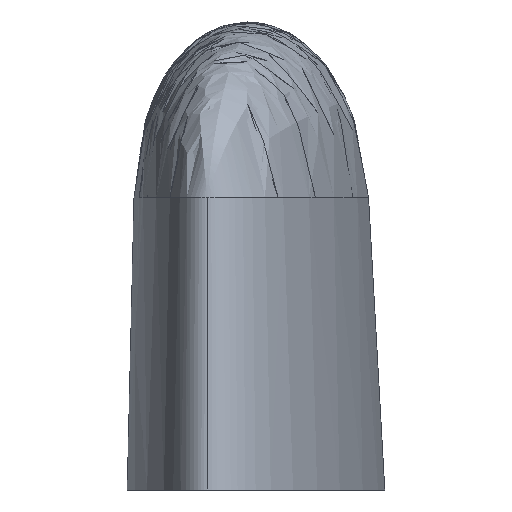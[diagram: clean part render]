
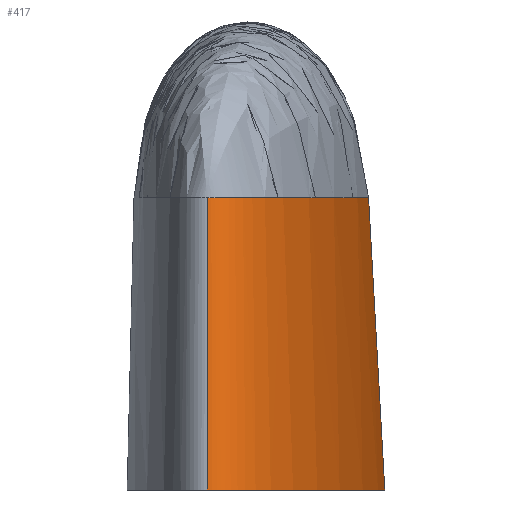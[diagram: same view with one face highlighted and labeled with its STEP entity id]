
A CAD part, left-side view. The second image highlights one B-rep face of the part: STEP entity #417.
In plain terms, the highlighted free-form (B-spline) face has degree [1, 5] with [2, 6] control points.
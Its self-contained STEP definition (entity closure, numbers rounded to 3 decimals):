
#108=CARTESIAN_POINT('Vertex',(0.,-9.798,0.)) ;
#114=CARTESIAN_POINT('Vertex',(527.58,-1.886,0.)) ;
#118=CARTESIAN_POINT('Control Point',(0.,-9.798,0.)) ;
#119=CARTESIAN_POINT('Control Point',(0.,-10.396,0.)) ;
#120=CARTESIAN_POINT('Control Point',(0.06,-10.995,0.)) ;
#121=CARTESIAN_POINT('Control Point',(0.179,-11.595,0.)) ;
#122=CARTESIAN_POINT('Control Point',(0.524,-12.794,0.)) ;
#123=CARTESIAN_POINT('Control Point',(1.074,-13.99,0.)) ;
#124=CARTESIAN_POINT('Control Point',(1.397,-14.588,0.)) ;
#125=CARTESIAN_POINT('Control Point',(2.349,-16.128,0.)) ;
#126=CARTESIAN_POINT('Control Point',(3.588,-17.66,0.)) ;
#127=CARTESIAN_POINT('Control Point',(4.453,-18.599,0.)) ;
#128=CARTESIAN_POINT('Control Point',(6.901,-20.973,0.)) ;
#129=CARTESIAN_POINT('Control Point',(9.947,-23.324,0.)) ;
#130=CARTESIAN_POINT('Control Point',(12.008,-24.74,0.)) ;
#131=CARTESIAN_POINT('Control Point',(17.568,-28.177,0.)) ;
#132=CARTESIAN_POINT('Control Point',(24.343,-31.547,0.)) ;
#133=CARTESIAN_POINT('Control Point',(28.797,-33.51,0.)) ;
#134=CARTESIAN_POINT('Control Point',(37.362,-36.866,0.)) ;
#135=CARTESIAN_POINT('Control Point',(47.405,-40.086,0.)) ;
#136=CARTESIAN_POINT('Control Point',(51.986,-41.431,0.)) ;
#137=CARTESIAN_POINT('Control Point',(60.832,-43.796,0.)) ;
#138=CARTESIAN_POINT('Control Point',(70.765,-46.016,0.)) ;
#139=CARTESIAN_POINT('Control Point',(75.436,-46.974,0.)) ;
#140=CARTESIAN_POINT('Control Point',(88.168,-49.349,0.)) ;
#141=CARTESIAN_POINT('Control Point',(102.483,-51.385,0.)) ;
#142=CARTESIAN_POINT('Control Point',(111.697,-52.46,0.)) ;
#143=CARTESIAN_POINT('Control Point',(130.426,-54.147,0.)) ;
#144=CARTESIAN_POINT('Control Point',(150.779,-55.051,0.)) ;
#145=CARTESIAN_POINT('Control Point',(160.06,-55.275,0.)) ;
#146=CARTESIAN_POINT('Control Point',(169.673,-55.345,0.)) ;
#147=CARTESIAN_POINT('Control Point',(179.311,-55.247,0.)) ;
#148=CARTESIAN_POINT('Control Point',(179.312,-55.247,0.)) ;
#149=CARTESIAN_POINT('Control Point',(179.316,-55.247,0.)) ;
#150=CARTESIAN_POINT('Control Point',(179.321,-55.247,0.)) ;
#151=CARTESIAN_POINT('Control Point',(179.323,-55.247,0.)) ;
#152=CARTESIAN_POINT('Control Point',(179.33,-55.247,0.)) ;
#153=CARTESIAN_POINT('Control Point',(179.337,-55.247,0.)) ;
#154=CARTESIAN_POINT('Control Point',(179.342,-55.247,0.)) ;
#155=CARTESIAN_POINT('Control Point',(179.356,-55.247,0.)) ;
#156=CARTESIAN_POINT('Control Point',(179.369,-55.247,0.)) ;
#157=CARTESIAN_POINT('Control Point',(179.379,-55.247,0.)) ;
#158=CARTESIAN_POINT('Control Point',(179.406,-55.246,0.)) ;
#159=CARTESIAN_POINT('Control Point',(179.434,-55.246,0.)) ;
#160=CARTESIAN_POINT('Control Point',(179.453,-55.246,0.)) ;
#161=CARTESIAN_POINT('Control Point',(179.508,-55.245,0.)) ;
#162=CARTESIAN_POINT('Control Point',(179.563,-55.245,0.)) ;
#163=CARTESIAN_POINT('Control Point',(179.6,-55.244,0.)) ;
#164=CARTESIAN_POINT('Control Point',(179.711,-55.243,0.)) ;
#165=CARTESIAN_POINT('Control Point',(179.822,-55.242,0.)) ;
#166=CARTESIAN_POINT('Control Point',(179.896,-55.241,0.)) ;
#167=CARTESIAN_POINT('Control Point',(180.117,-55.239,0.)) ;
#168=CARTESIAN_POINT('Control Point',(180.338,-55.236,0.)) ;
#169=CARTESIAN_POINT('Control Point',(180.486,-55.235,0.)) ;
#170=CARTESIAN_POINT('Control Point',(180.929,-55.229,0.)) ;
#171=CARTESIAN_POINT('Control Point',(181.371,-55.224,0.)) ;
#172=CARTESIAN_POINT('Control Point',(181.666,-55.22,0.)) ;
#173=CARTESIAN_POINT('Control Point',(182.55,-55.208,0.)) ;
#174=CARTESIAN_POINT('Control Point',(183.433,-55.195,0.)) ;
#175=CARTESIAN_POINT('Control Point',(184.022,-55.185,0.)) ;
#176=CARTESIAN_POINT('Control Point',(185.786,-55.155,0.)) ;
#177=CARTESIAN_POINT('Control Point',(187.546,-55.12,0.)) ;
#178=CARTESIAN_POINT('Control Point',(188.718,-55.094,0.)) ;
#179=CARTESIAN_POINT('Control Point',(192.228,-55.011,0.)) ;
#180=CARTESIAN_POINT('Control Point',(195.721,-54.908,0.)) ;
#181=CARTESIAN_POINT('Control Point',(198.042,-54.831,0.)) ;
#182=CARTESIAN_POINT('Control Point',(204.977,-54.577,0.)) ;
#183=CARTESIAN_POINT('Control Point',(211.836,-54.252,0.)) ;
#184=CARTESIAN_POINT('Control Point',(216.358,-54.008,0.)) ;
#185=CARTESIAN_POINT('Control Point',(229.839,-53.194,0.)) ;
#186=CARTESIAN_POINT('Control Point',(242.807,-52.176,0.)) ;
#187=CARTESIAN_POINT('Control Point',(251.365,-51.408,0.)) ;
#188=CARTESIAN_POINT('Control Point',(278.614,-48.704,0.)) ;
#189=CARTESIAN_POINT('Control Point',(304.354,-45.4,0.)) ;
#190=CARTESIAN_POINT('Control Point',(322.318,-42.775,0.)) ;
#191=CARTESIAN_POINT('Control Point',(357.762,-37.12,0.)) ;
#192=CARTESIAN_POINT('Control Point',(390.633,-31.101,0.)) ;
#193=CARTESIAN_POINT('Control Point',(408.354,-27.667,0.)) ;
#194=CARTESIAN_POINT('Control Point',(443.247,-20.602,0.)) ;
#195=CARTESIAN_POINT('Control Point',(476.514,-13.402,0.)) ;
#196=CARTESIAN_POINT('Control Point',(493.835,-9.554,0.)) ;
#197=CARTESIAN_POINT('Control Point',(510.772,-5.723,0.)) ;
#198=CARTESIAN_POINT('Control Point',(527.58,-1.886,0.)) ;
#361=CARTESIAN_POINT('Control Point',(0.,-9.798,0.)) ;
#362=CARTESIAN_POINT('Control Point',(0.,-34.329,0.)) ;
#363=CARTESIAN_POINT('Control Point',(103.607,-72.451,0.)) ;
#364=CARTESIAN_POINT('Control Point',(219.896,-69.937,0.)) ;
#365=CARTESIAN_POINT('Control Point',(395.028,-32.142,0.)) ;
#366=CARTESIAN_POINT('Control Point',(527.58,-1.886,0.)) ;
#367=CARTESIAN_POINT('Control Point',(5.245,-9.798,75.)) ;
#368=CARTESIAN_POINT('Control Point',(5.244,-32.071,75.)) ;
#369=CARTESIAN_POINT('Control Point',(99.197,-66.669,75.)) ;
#370=CARTESIAN_POINT('Control Point',(204.754,-64.48,75.)) ;
#371=CARTESIAN_POINT('Control Point',(363.563,-30.287,75.)) ;
#372=CARTESIAN_POINT('Control Point',(484.112,-2.869,75.)) ;
#374=CARTESIAN_POINT('Control Point',(484.114,-2.869,74.997)) ;
#375=CARTESIAN_POINT('Control Point',(527.58,-1.886,0.)) ;
#376=CARTESIAN_POINT('Vertex',(484.114,-2.869,74.997)) ;
#380=CARTESIAN_POINT('Control Point',(484.112,-2.869,75.)) ;
#381=CARTESIAN_POINT('Control Point',(484.114,-2.869,74.997)) ;
#382=CARTESIAN_POINT('Vertex',(484.112,-2.869,75.)) ;
#386=CARTESIAN_POINT('Control Point',(484.071,-2.878,75.)) ;
#387=CARTESIAN_POINT('Control Point',(484.079,-2.876,75.)) ;
#388=CARTESIAN_POINT('Control Point',(484.087,-2.874,75.)) ;
#389=CARTESIAN_POINT('Control Point',(484.096,-2.872,75.)) ;
#390=CARTESIAN_POINT('Control Point',(484.104,-2.871,75.)) ;
#391=CARTESIAN_POINT('Control Point',(484.112,-2.869,75.)) ;
#392=CARTESIAN_POINT('Vertex',(484.071,-2.878,75.)) ;
#396=CARTESIAN_POINT('Control Point',(5.245,-9.798,75.)) ;
#397=CARTESIAN_POINT('Control Point',(5.244,-32.07,75.)) ;
#398=CARTESIAN_POINT('Control Point',(99.184,-66.664,75.)) ;
#399=CARTESIAN_POINT('Control Point',(204.732,-64.481,75.)) ;
#400=CARTESIAN_POINT('Control Point',(363.519,-30.296,75.)) ;
#401=CARTESIAN_POINT('Control Point',(484.071,-2.878,75.)) ;
#402=CARTESIAN_POINT('Vertex',(5.245,-9.798,75.)) ;
#406=CARTESIAN_POINT('Control Point',(0.,-9.798,0.)) ;
#407=CARTESIAN_POINT('Control Point',(5.245,-9.798,75.)) ;
#199=EDGE_CURVE('',#109,#115,#117,.T.) ;
#378=EDGE_CURVE('',#115,#377,#373,.F.) ;
#384=EDGE_CURVE('',#377,#383,#379,.F.) ;
#394=EDGE_CURVE('',#383,#393,#385,.F.) ;
#404=EDGE_CURVE('',#393,#403,#395,.F.) ;
#408=EDGE_CURVE('',#403,#109,#405,.F.) ;
#410=ORIENTED_EDGE('',*,*,#199,.T.) ;
#411=ORIENTED_EDGE('',*,*,#378,.T.) ;
#412=ORIENTED_EDGE('',*,*,#384,.T.) ;
#413=ORIENTED_EDGE('',*,*,#394,.T.) ;
#414=ORIENTED_EDGE('',*,*,#404,.T.) ;
#415=ORIENTED_EDGE('',*,*,#408,.T.) ;
#409=EDGE_LOOP('',(#410,#411,#412,#413,#414,#415)) ;
#109=VERTEX_POINT('',#108) ;
#115=VERTEX_POINT('',#114) ;
#377=VERTEX_POINT('',#376) ;
#383=VERTEX_POINT('',#382) ;
#393=VERTEX_POINT('',#392) ;
#403=VERTEX_POINT('',#402) ;
#417=ADVANCED_FACE('PartBody',(#416),#360,.F.) ;
#117=B_SPLINE_CURVE_WITH_KNOTS('',5,(#118,#119,#120,#121,#122,#123,#124,#125,#126,#127,#128,#129,#130,#131,#132,#133,#134,#135,#136,#137,#138,#139,#140,#141,#142,#143,#144,#145,#146,#147,#148,#149,#150,#151,#152,#153,#154,#155,#156,#157,#158,#159,#160,#161,#162,#163,#164,#165,#166,#167,#168,#169,#170,#171,#172,#173,#174,#175,#176,#177,#178,#179,#180,#181,#182,#183,#184,#185,#186,#187,#188,#189,#190,#191,#192,#193,#194,#195,#196,#197,#198),.UNSPECIFIED.,.F.,.U.,(6,3,3,3,3,3,3,3,3,3,3,3,3,3,3,3,3,3,3,3,3,3,3,3,3,3,6),(0.,0.929,1.858,3.336,5.611,8.906,11.356,13.343,16.486,19.199,19.2,19.201,19.202,19.206,19.213,19.226,19.254,19.309,19.418,19.638,20.077,20.954,22.709,26.22,34.559,44.12,54.505),.UNSPECIFIED.) ;
#373=B_SPLINE_CURVE_WITH_KNOTS('',1,(#374,#375),.UNSPECIFIED.,.F.,.U.,(2,2),(0.,1.),.UNSPECIFIED.) ;
#379=B_SPLINE_CURVE_WITH_KNOTS('',1,(#380,#381),.UNSPECIFIED.,.F.,.U.,(2,2),(0.,0.),.UNSPECIFIED.) ;
#385=B_SPLINE_CURVE_WITH_KNOTS('',5,(#386,#387,#388,#389,#390,#391),.UNSPECIFIED.,.F.,.U.,(6,6),(1.,1.),.UNSPECIFIED.) ;
#395=B_SPLINE_CURVE_WITH_KNOTS('',5,(#396,#397,#398,#399,#400,#401),.UNSPECIFIED.,.F.,.U.,(6,6),(0.,1.),.UNSPECIFIED.) ;
#405=B_SPLINE_CURVE_WITH_KNOTS('',1,(#406,#407),.UNSPECIFIED.,.F.,.U.,(2,2),(0.,1.),.UNSPECIFIED.) ;
#360=B_SPLINE_SURFACE_WITH_KNOTS('',1,5,((#361,#362,#363,#364,#365,#366),(#367,#368,#369,#370,#371,#372)),.UNSPECIFIED.,.F.,.F.,.U.,(2,2),(6,6),(0.,1.),(0.,1.),.UNSPECIFIED.) ;
#416=FACE_OUTER_BOUND('',#409,.T.) ;
